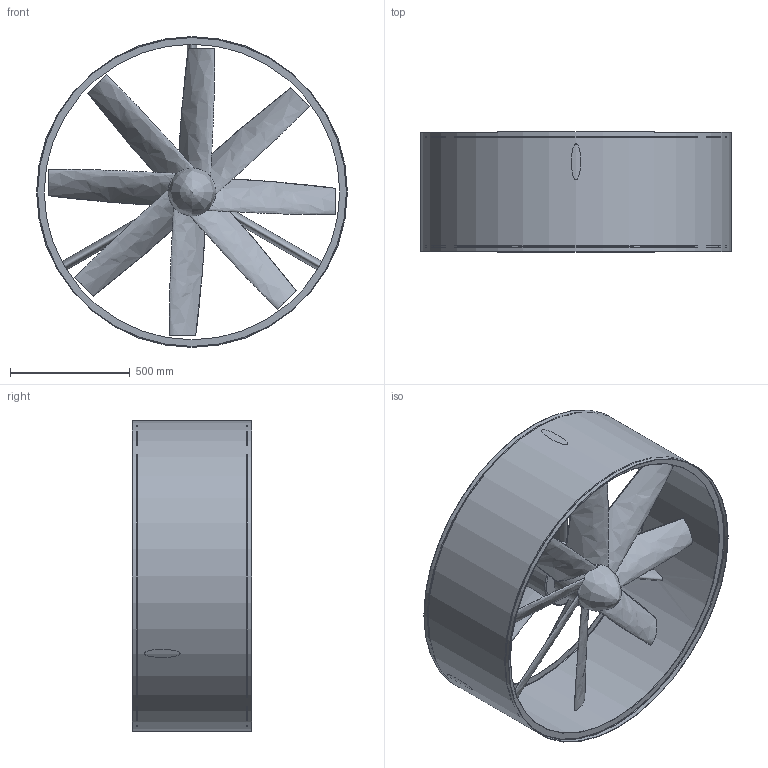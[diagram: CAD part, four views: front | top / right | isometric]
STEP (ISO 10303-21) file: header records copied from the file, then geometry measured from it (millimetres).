
FILE_DESCRIPTION(/* description */ (''),/* implementation_level */ '2;1');
FILE_NAME(/* name */ 'wind tunnel fan_1.stp',/* time_stamp */ '2025-04-09T18:56:41+03:00',/* author */ (''),/* organization */ (''),/* preprocessor_version */ 'ST-DEVELOPER v20',/* originating_system */ 'SIEMENS PLM Software NX2406.1700',/* authorisation */ '');
FILE_SCHEMA (('AUTOMOTIVE_DESIGN { 1 0 10303 214 3 1 1 1 }'));
Length unit declared in the file: millimetre
Products named in the file (1): wind tunnel fan
Bounding box: 1300 x 500 x 1300 mm (x, y, z)
Volume: 40342471.6 mm3; surface area: 6810655.1 mm2
Topology: 1 solids, 1 shells, 55 faces, 131 edges, 90 vertices
Faces by surface type: bspline 17, plane 17, cylinder 10, torus 4, cone 4, extrusion 3
Full cylindrical faces by diameter (mm): 200 x2, 300 x1, 1236 x2, 1296 x3, 1300 x1
Entity records: 4327 total; most frequent: CARTESIAN_POINT 3276, ORIENTED_EDGE 206, DIRECTION 145, EDGE_CURVE 103, EDGE_LOOP 88, VERTEX_POINT 80, AXIS2_PLACEMENT_3D 71, B_SPLINE_CURVE_WITH_KNOTS 70
